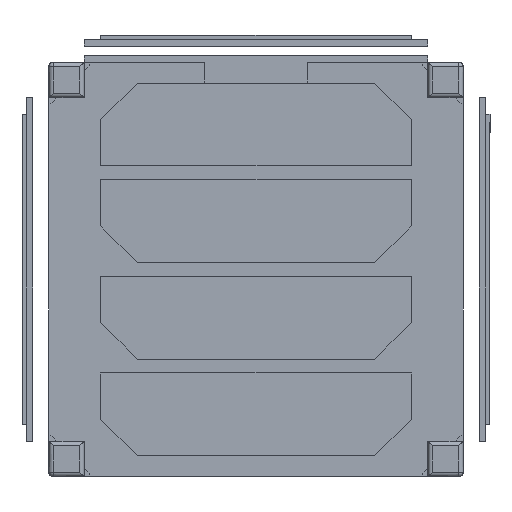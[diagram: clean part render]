
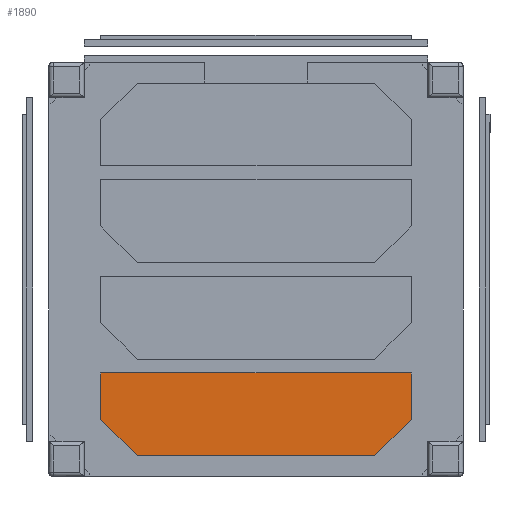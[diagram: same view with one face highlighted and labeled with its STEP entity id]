
A CAD part, front view. The second image highlights one B-rep face of the part: STEP entity #1890.
In plain terms, the highlighted face is planar.
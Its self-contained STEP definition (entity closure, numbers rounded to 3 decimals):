
#209 = CARTESIAN_POINT ( 'NONE',  ( -37.5, 36.161, 2.587 ) ) ;
#933 = VERTEX_POINT ( 'NONE', #17755 ) ;
#1890 = ADVANCED_FACE ( 'NONE', ( #17775 ), #15111, .F. ) ;
#2055 = VECTOR ( 'NONE', #7511, 1000. ) ;
#2666 = VERTEX_POINT ( 'NONE', #6631 ) ;
#2716 = LINE ( 'NONE', #14713, #10101 ) ;
#2763 = VERTEX_POINT ( 'NONE', #12412 ) ;
#2892 = ORIENTED_EDGE ( 'NONE', *, *, #15792, .T. ) ;
#2921 = EDGE_CURVE ( 'NONE', #2666, #13054, #10535, .T. ) ;
#3064 = EDGE_CURVE ( 'NONE', #933, #13266, #13134, .T. ) ;
#3200 = EDGE_CURVE ( 'NONE', #13054, #2763, #2716, .T. ) ;
#4293 = EDGE_LOOP ( 'NONE', ( #13453, #2892, #15997, #12694, #15232, #13526 ) ) ;
#4600 = EDGE_CURVE ( 'NONE', #2763, #15738, #10467, .T. ) ;
#5015 = DIRECTION ( 'NONE',  ( 0., 1., 0. ) ) ;
#5105 = CARTESIAN_POINT ( 'NONE',  ( 37.5, 25., 2.587 ) ) ;
#5221 = CARTESIAN_POINT ( 'NONE',  ( 28.661, 45., 2.587 ) ) ;
#5997 = DIRECTION ( 'NONE',  ( -1., 0., 0. ) ) ;
#6127 = CARTESIAN_POINT ( 'NONE',  ( -37.5, 36.161, 2.587 ) ) ;
#6159 = CARTESIAN_POINT ( 'NONE',  ( -28.661, 45., 2.587 ) ) ;
#6384 = LINE ( 'NONE', #16429, #17423 ) ;
#6631 = CARTESIAN_POINT ( 'NONE',  ( -37.5, 25., 2.587 ) ) ;
#6780 = VECTOR ( 'NONE', #17496, 1000. ) ;
#6819 = DIRECTION ( 'NONE',  ( 0., 0., -1. ) ) ;
#6843 = VECTOR ( 'NONE', #7157, 1000. ) ;
#7157 = DIRECTION ( 'NONE',  ( 1., 0., 0. ) ) ;
#7511 = DIRECTION ( 'NONE',  ( -0.707, -0.707, 0. ) ) ;
#7541 = DIRECTION ( 'NONE',  ( -1., 0., 0. ) ) ;
#8119 = DIRECTION ( 'NONE',  ( 0., -1., 0. ) ) ;
#8173 = AXIS2_PLACEMENT_3D ( 'NONE', #8546, #6819, #5997 ) ;
#8546 = CARTESIAN_POINT ( 'NONE',  ( 0., 0., 2.587 ) ) ;
#10101 = VECTOR ( 'NONE', #5015, 1000. ) ;
#10467 = LINE ( 'NONE', #10506, #6780 ) ;
#10506 = CARTESIAN_POINT ( 'NONE',  ( 28.661, 45., 2.587 ) ) ;
#10535 = LINE ( 'NONE', #11320, #6843 ) ;
#11320 = CARTESIAN_POINT ( 'NONE',  ( 37.5, 25., 2.587 ) ) ;
#12412 = CARTESIAN_POINT ( 'NONE',  ( 37.5, 36.161, 2.587 ) ) ;
#12694 = ORIENTED_EDGE ( 'NONE', *, *, #3200, .T. ) ;
#12775 = VECTOR ( 'NONE', #7541, 1000. ) ;
#12916 = EDGE_CURVE ( 'NONE', #15738, #933, #16851, .T. ) ;
#13054 = VERTEX_POINT ( 'NONE', #5105 ) ;
#13134 = LINE ( 'NONE', #6127, #2055 ) ;
#13266 = VERTEX_POINT ( 'NONE', #209 ) ;
#13453 = ORIENTED_EDGE ( 'NONE', *, *, #3064, .T. ) ;
#13526 = ORIENTED_EDGE ( 'NONE', *, *, #12916, .T. ) ;
#14713 = CARTESIAN_POINT ( 'NONE',  ( 37.5, 36.161, 2.587 ) ) ;
#15111 = PLANE ( 'NONE',  #8173 ) ;
#15232 = ORIENTED_EDGE ( 'NONE', *, *, #4600, .T. ) ;
#15738 = VERTEX_POINT ( 'NONE', #5221 ) ;
#15792 = EDGE_CURVE ( 'NONE', #13266, #2666, #6384, .T. ) ;
#15997 = ORIENTED_EDGE ( 'NONE', *, *, #2921, .T. ) ;
#16429 = CARTESIAN_POINT ( 'NONE',  ( -37.5, 25., 2.587 ) ) ;
#16851 = LINE ( 'NONE', #6159, #12775 ) ;
#17423 = VECTOR ( 'NONE', #8119, 1000. ) ;
#17496 = DIRECTION ( 'NONE',  ( -0.707, 0.707, 0. ) ) ;
#17755 = CARTESIAN_POINT ( 'NONE',  ( -28.661, 45., 2.587 ) ) ;
#17775 = FACE_OUTER_BOUND ( 'NONE', #4293, .T. ) ;
